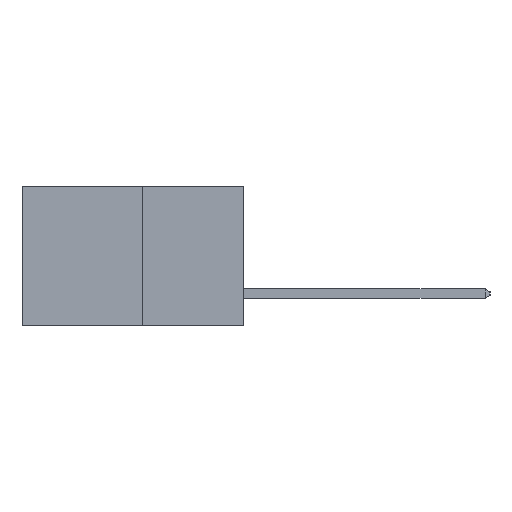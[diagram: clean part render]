
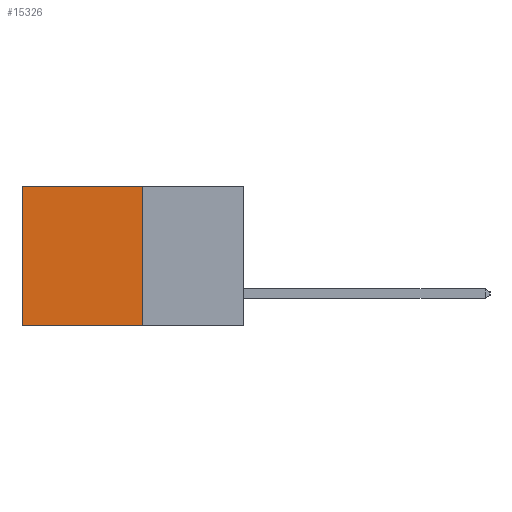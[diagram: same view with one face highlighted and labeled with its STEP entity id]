
A CAD part, left-side view. The second image highlights one B-rep face of the part: STEP entity #15326.
In plain terms, the highlighted planar face has unit normal (-1, 0, 0).
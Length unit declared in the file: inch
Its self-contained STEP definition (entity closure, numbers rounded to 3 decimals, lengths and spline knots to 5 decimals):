
#15 = CARTESIAN_POINT ( 'NONE',  ( 0.277, 0.59, -0.37 ) ) ;
#286 = ORIENTED_EDGE ( 'NONE', *, *, #9439, .T. ) ;
#673 = FACE_OUTER_BOUND ( 'NONE', #12571, .T. ) ;
#706 = EDGE_CURVE ( 'NONE', #12590, #1460, #15063, .T. ) ;
#1460 = VERTEX_POINT ( 'NONE', #4622 ) ;
#1476 = VECTOR ( 'NONE', #13858, 39.37008 ) ;
#1601 = LINE ( 'NONE', #2426, #4653 ) ;
#2426 = CARTESIAN_POINT ( 'NONE',  ( 0.277, 0.59, -0.37 ) ) ;
#2513 = DIRECTION ( 'NONE',  ( 0., 1., 0. ) ) ;
#2623 = VECTOR ( 'NONE', #2513, 39.37008 ) ;
#3182 = DIRECTION ( 'NONE',  ( 0., 0., -1. ) ) ;
#4418 = ORIENTED_EDGE ( 'NONE', *, *, #706, .F. ) ;
#4622 = CARTESIAN_POINT ( 'NONE',  ( 0.277, 0.27, -0.37 ) ) ;
#4653 = VECTOR ( 'NONE', #11755, 39.37008 ) ;
#6387 = AXIS2_PLACEMENT_3D ( 'NONE', #14818, #6929, #16038 ) ;
#6929 = DIRECTION ( 'NONE',  ( 1., 0., 0. ) ) ;
#6963 = EDGE_CURVE ( 'NONE', #12590, #16326, #8510, .T. ) ;
#7123 = ORIENTED_EDGE ( 'NONE', *, *, #6963, .T. ) ;
#8105 = CARTESIAN_POINT ( 'NONE',  ( 0.277, 0.27, -0.37 ) ) ;
#8238 = PLANE ( 'NONE',  #6387 ) ;
#8510 = LINE ( 'NONE', #14164, #1476 ) ;
#9439 = EDGE_CURVE ( 'NONE', #16326, #10223, #1601, .T. ) ;
#9971 = ORIENTED_EDGE ( 'NONE', *, *, #10112, .F. ) ;
#10112 = EDGE_CURVE ( 'NONE', #1460, #10223, #15697, .T. ) ;
#10223 = VERTEX_POINT ( 'NONE', #15 ) ;
#11614 = CARTESIAN_POINT ( 'NONE',  ( 0.277, 0.27, 0. ) ) ;
#11681 = VECTOR ( 'NONE', #3182, 39.37008 ) ;
#11755 = DIRECTION ( 'NONE',  ( 0., 0., -1. ) ) ;
#12571 = EDGE_LOOP ( 'NONE', ( #286, #9971, #4418, #7123 ) ) ;
#12590 = VERTEX_POINT ( 'NONE', #11614 ) ;
#13858 = DIRECTION ( 'NONE',  ( 0., 1., 0. ) ) ;
#14164 = CARTESIAN_POINT ( 'NONE',  ( 0.277, 0.27, 0. ) ) ;
#14818 = CARTESIAN_POINT ( 'NONE',  ( 0.277, 0.27, -0.37 ) ) ;
#15063 = LINE ( 'NONE', #8105, #11681 ) ;
#15326 = ADVANCED_FACE ( 'NONE', ( #673 ), #8238, .F. ) ;
#15556 = CARTESIAN_POINT ( 'NONE',  ( 0.277, 0.27, -0.37 ) ) ;
#15697 = LINE ( 'NONE', #15556, #2623 ) ;
#16038 = DIRECTION ( 'NONE',  ( 0., 0., -1. ) ) ;
#16326 = VERTEX_POINT ( 'NONE', #16737 ) ;
#16737 = CARTESIAN_POINT ( 'NONE',  ( 0.277, 0.59, 0. ) ) ;
